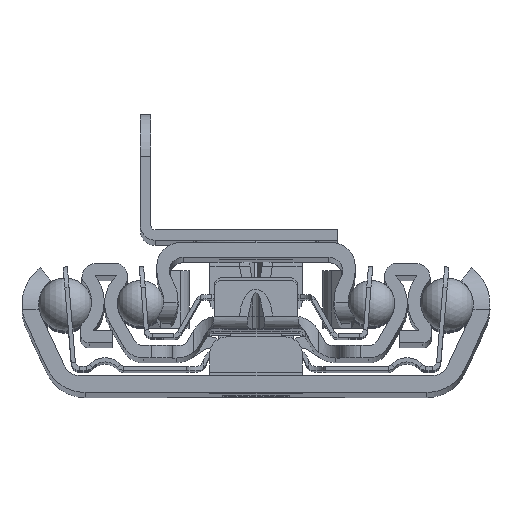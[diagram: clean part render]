
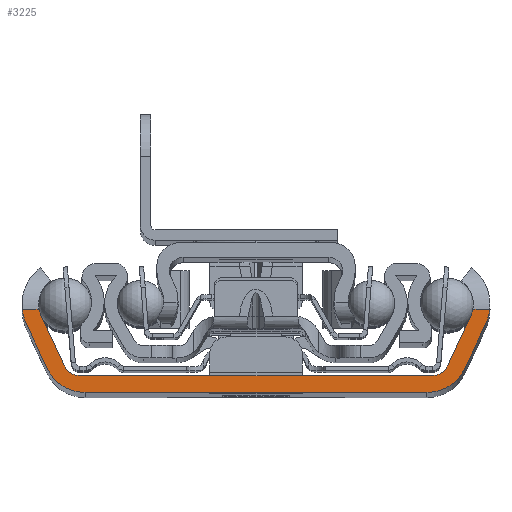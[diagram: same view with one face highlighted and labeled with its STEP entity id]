
A CAD part, top view. The second image highlights one B-rep face of the part: STEP entity #3225.
In plain terms, the highlighted planar face has unit normal (0, 0, 1).
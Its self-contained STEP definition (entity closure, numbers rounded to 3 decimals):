
#36=DIRECTION('',(1.,0.,0.));
#37=VECTOR('',#36,2.009);
#38=CARTESIAN_POINT('',(-27.867,9.9,0.));
#39=LINE('',#38,#37);
#40=CARTESIAN_POINT('',(-22.41,10.5,0.));
#41=DIRECTION('',(0.,0.,-1.));
#42=DIRECTION('',(-0.906,-0.423,0.));
#43=AXIS2_PLACEMENT_3D('',#40,#41,#42);
#45=DIRECTION('',(-0.423,0.906,0.));
#46=VECTOR('',#45,6.472);
#47=CARTESIAN_POINT('',(-22.847,3.155,0.));
#48=LINE('',#47,#46);
#49=CARTESIAN_POINT('',(-21.034,4.,0.));
#50=DIRECTION('',(0.,0.,-1.));
#51=DIRECTION('',(0.,-1.,0.));
#52=AXIS2_PLACEMENT_3D('',#49,#50,#51);
#54=DIRECTION('',(-1.,0.,0.));
#55=VECTOR('',#54,42.068);
#56=CARTESIAN_POINT('',(21.034,2.,0.));
#57=LINE('',#56,#55);
#58=CARTESIAN_POINT('',(21.034,4.,0.));
#59=DIRECTION('',(0.,0.,-1.));
#60=DIRECTION('',(0.906,-0.423,0.));
#61=AXIS2_PLACEMENT_3D('',#58,#59,#60);
#63=DIRECTION('',(-0.423,-0.906,0.));
#64=VECTOR('',#63,6.472);
#65=CARTESIAN_POINT('',(25.582,9.021,0.));
#66=LINE('',#65,#64);
#67=CARTESIAN_POINT('',(22.41,10.5,0.));
#68=DIRECTION('',(0.,0.,-1.));
#69=DIRECTION('',(0.985,-0.171,0.));
#70=AXIS2_PLACEMENT_3D('',#67,#68,#69);
#72=DIRECTION('',(1.,0.,0.));
#73=VECTOR('',#72,2.009);
#74=CARTESIAN_POINT('',(25.858,9.9,0.));
#75=LINE('',#74,#73);
#76=CARTESIAN_POINT('',(22.41,10.5,0.));
#77=DIRECTION('',(0.,0.,1.));
#78=DIRECTION('',(0.906,-0.423,0.));
#79=AXIS2_PLACEMENT_3D('',#76,#77,#78);
#81=DIRECTION('',(0.423,0.906,0.));
#82=VECTOR('',#81,5.84);
#83=CARTESIAN_POINT('',(24.918,2.887,0.));
#84=LINE('',#83,#82);
#85=CARTESIAN_POINT('',(20.386,5.,0.));
#86=DIRECTION('',(0.,0.,1.));
#87=DIRECTION('',(0.,-1.,0.));
#88=AXIS2_PLACEMENT_3D('',#85,#86,#87);
#90=DIRECTION('',(1.,0.,0.));
#91=VECTOR('',#90,40.772);
#92=CARTESIAN_POINT('',(-20.386,0.,0.));
#93=LINE('',#92,#91);
#94=CARTESIAN_POINT('',(-20.386,5.,0.));
#95=DIRECTION('',(0.,0.,1.));
#96=DIRECTION('',(-0.906,-0.423,0.));
#97=AXIS2_PLACEMENT_3D('',#94,#95,#96);
#99=DIRECTION('',(0.423,-0.906,0.));
#100=VECTOR('',#99,5.84);
#101=CARTESIAN_POINT('',(-27.386,8.18,0.));
#102=LINE('',#101,#100);
#103=CARTESIAN_POINT('',(-22.41,10.5,0.));
#104=DIRECTION('',(0.,0.,1.));
#105=DIRECTION('',(-0.994,-0.109,0.));
#106=AXIS2_PLACEMENT_3D('',#103,#104,#105);
#2728=CARTESIAN_POINT('',(-21.034,2.,0.));
#2729=CARTESIAN_POINT('',(-22.847,3.155,0.));
#2730=VERTEX_POINT('',#2728);
#2731=VERTEX_POINT('',#2729);
#2732=CARTESIAN_POINT('',(-25.582,9.021,0.));
#2733=VERTEX_POINT('',#2732);
#2734=CARTESIAN_POINT('',(-27.386,8.18,0.));
#2735=CARTESIAN_POINT('',(-24.918,2.887,0.));
#2736=VERTEX_POINT('',#2734);
#2737=VERTEX_POINT('',#2735);
#2738=CARTESIAN_POINT('',(-20.386,0.,0.));
#2739=VERTEX_POINT('',#2738);
#2740=CARTESIAN_POINT('',(20.386,0.,0.));
#2741=VERTEX_POINT('',#2740);
#2742=CARTESIAN_POINT('',(24.918,2.887,0.));
#2743=VERTEX_POINT('',#2742);
#2744=CARTESIAN_POINT('',(27.386,8.18,0.));
#2745=VERTEX_POINT('',#2744);
#2746=CARTESIAN_POINT('',(25.582,9.021,0.));
#2747=CARTESIAN_POINT('',(22.847,3.155,0.));
#2748=VERTEX_POINT('',#2746);
#2749=VERTEX_POINT('',#2747);
#2750=CARTESIAN_POINT('',(21.034,2.,0.));
#2751=VERTEX_POINT('',#2750);
#2946=CARTESIAN_POINT('',(-27.867,9.9,0.));
#2947=CARTESIAN_POINT('',(-25.858,9.9,0.));
#2948=VERTEX_POINT('',#2946);
#2949=VERTEX_POINT('',#2947);
#2950=CARTESIAN_POINT('',(25.858,9.9,0.));
#2951=CARTESIAN_POINT('',(27.867,9.9,0.));
#2952=VERTEX_POINT('',#2950);
#2953=VERTEX_POINT('',#2951);
#3186=CARTESIAN_POINT('',(0.,0.,0.));
#3187=DIRECTION('',(0.,0.,1.));
#3188=DIRECTION('',(1.,0.,0.));
#3189=AXIS2_PLACEMENT_3D('',#3186,#3187,#3188);
#3190=PLANE('',#3189);
#3192=ORIENTED_EDGE('',*,*,#3191,.T.);
#3194=ORIENTED_EDGE('',*,*,#3193,.F.);
#3196=ORIENTED_EDGE('',*,*,#3195,.F.);
#3198=ORIENTED_EDGE('',*,*,#3197,.F.);
#3200=ORIENTED_EDGE('',*,*,#3199,.F.);
#3202=ORIENTED_EDGE('',*,*,#3201,.F.);
#3204=ORIENTED_EDGE('',*,*,#3203,.F.);
#3206=ORIENTED_EDGE('',*,*,#3205,.F.);
#3208=ORIENTED_EDGE('',*,*,#3207,.T.);
#3210=ORIENTED_EDGE('',*,*,#3209,.F.);
#3212=ORIENTED_EDGE('',*,*,#3211,.F.);
#3214=ORIENTED_EDGE('',*,*,#3213,.F.);
#3216=ORIENTED_EDGE('',*,*,#3215,.F.);
#3218=ORIENTED_EDGE('',*,*,#3217,.F.);
#3220=ORIENTED_EDGE('',*,*,#3219,.F.);
#3222=ORIENTED_EDGE('',*,*,#3221,.F.);
#3223=EDGE_LOOP('',(#3192,#3194,#3196,#3198,#3200,#3202,#3204,#3206,#3208,#3210,
#3212,#3214,#3216,#3218,#3220,#3222));
#3224=FACE_OUTER_BOUND('',#3223,.F.);
#3225=ADVANCED_FACE('',(#3224),#3190,.T.);
#44=CIRCLE('',#43,3.5);
#53=CIRCLE('',#52,2.);
#62=CIRCLE('',#61,2.);
#71=CIRCLE('',#70,3.5);
#80=CIRCLE('',#79,5.49);
#89=CIRCLE('',#88,5.);
#98=CIRCLE('',#97,5.);
#107=CIRCLE('',#106,5.49);
#3191=EDGE_CURVE('',#2948,#2949,#39,.T.);
#3193=EDGE_CURVE('',#2733,#2949,#44,.T.);
#3195=EDGE_CURVE('',#2731,#2733,#48,.T.);
#3197=EDGE_CURVE('',#2730,#2731,#53,.T.);
#3199=EDGE_CURVE('',#2751,#2730,#57,.T.);
#3201=EDGE_CURVE('',#2749,#2751,#62,.T.);
#3203=EDGE_CURVE('',#2748,#2749,#66,.T.);
#3205=EDGE_CURVE('',#2952,#2748,#71,.T.);
#3207=EDGE_CURVE('',#2952,#2953,#75,.T.);
#3209=EDGE_CURVE('',#2745,#2953,#80,.T.);
#3211=EDGE_CURVE('',#2743,#2745,#84,.T.);
#3213=EDGE_CURVE('',#2741,#2743,#89,.T.);
#3215=EDGE_CURVE('',#2739,#2741,#93,.T.);
#3217=EDGE_CURVE('',#2737,#2739,#98,.T.);
#3219=EDGE_CURVE('',#2736,#2737,#102,.T.);
#3221=EDGE_CURVE('',#2948,#2736,#107,.T.);
